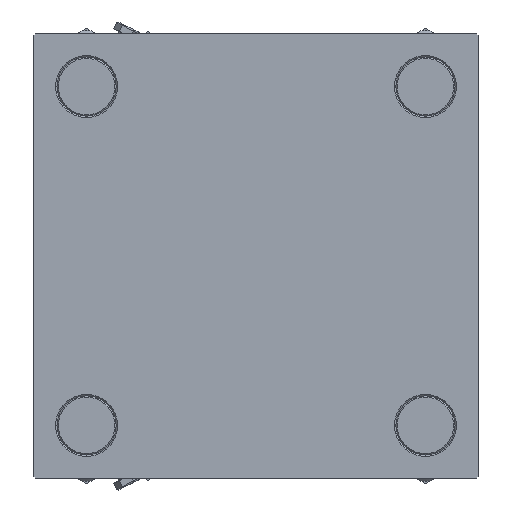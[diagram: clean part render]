
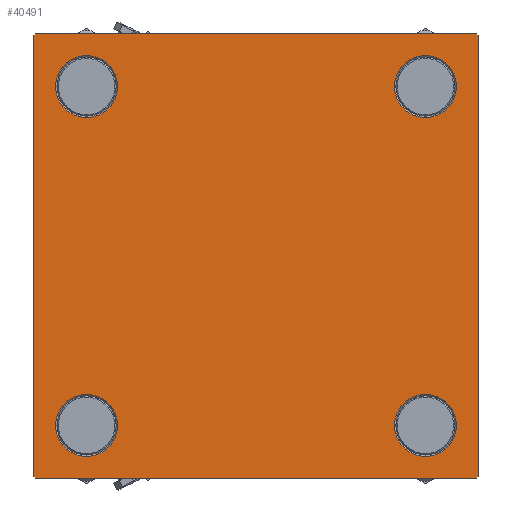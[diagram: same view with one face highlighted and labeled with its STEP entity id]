
A CAD part, left-side view. The second image highlights one B-rep face of the part: STEP entity #40491.
In plain terms, the highlighted planar face has unit normal (-1, 0, 0).
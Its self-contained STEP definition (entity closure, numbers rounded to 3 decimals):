
#88 = CARTESIAN_POINT ( 'NONE',  ( 0., 0., 0. ) ) ;
#398 = CIRCLE ( 'NONE', #36903, 11.5 ) ;
#614 = ORIENTED_EDGE ( 'NONE', *, *, #2001, .T. ) ;
#627 = DIRECTION ( 'NONE',  ( 1., 0., 0. ) ) ;
#684 = EDGE_CURVE ( 'NONE', #47493, #19360, #3412, .T. ) ;
#1368 = DIRECTION ( 'NONE',  ( 0., -0.707, 0.707 ) ) ;
#2001 = EDGE_CURVE ( 'NONE', #33930, #45164, #38218, .T. ) ;
#2194 = VERTEX_POINT ( 'NONE', #28402 ) ;
#2397 = EDGE_CURVE ( 'NONE', #37452, #32717, #23157, .T. ) ;
#2836 = VECTOR ( 'NONE', #34115, 1000. ) ;
#3383 = DIRECTION ( 'NONE',  ( 0., -0.707, -0.707 ) ) ;
#3412 = CIRCLE ( 'NONE', #39102, 11.5 ) ;
#3705 = CARTESIAN_POINT ( 'NONE',  ( 0., -62.95, 51.45 ) ) ;
#4001 = VERTEX_POINT ( 'NONE', #11350 ) ;
#4231 = CARTESIAN_POINT ( 'NONE',  ( 0., -82.5, 82. ) ) ;
#4303 = CARTESIAN_POINT ( 'NONE',  ( 0., 82.5, -82.5 ) ) ;
#4709 = ORIENTED_EDGE ( 'NONE', *, *, #31335, .T. ) ;
#5054 = AXIS2_PLACEMENT_3D ( 'NONE', #20070, #35921, #32015 ) ;
#5209 = DIRECTION ( 'NONE',  ( 0., 0., 1. ) ) ;
#5550 = DIRECTION ( 'NONE',  ( 0., 0., 1. ) ) ;
#6409 = EDGE_CURVE ( 'NONE', #37283, #18357, #41729, .T. ) ;
#6711 = VECTOR ( 'NONE', #19523, 1000. ) ;
#6769 = CARTESIAN_POINT ( 'NONE',  ( 0., 82.25, 82.25 ) ) ;
#6883 = VECTOR ( 'NONE', #16533, 1000. ) ;
#7743 = EDGE_CURVE ( 'NONE', #37283, #32717, #17835, .T. ) ;
#8391 = ORIENTED_EDGE ( 'NONE', *, *, #21127, .T. ) ;
#8603 = DIRECTION ( 'NONE',  ( 1., 0., 0. ) ) ;
#9204 = EDGE_CURVE ( 'NONE', #37452, #48073, #39502, .T. ) ;
#11350 = CARTESIAN_POINT ( 'NONE',  ( 0., 82.5, -82. ) ) ;
#11570 = CARTESIAN_POINT ( 'NONE',  ( 0., 62.95, 51.45 ) ) ;
#11757 = ORIENTED_EDGE ( 'NONE', *, *, #14913, .T. ) ;
#12596 = CARTESIAN_POINT ( 'NONE',  ( 0., 62.95, 62.95 ) ) ;
#13032 = CARTESIAN_POINT ( 'NONE',  ( 0., -62.95, 62.95 ) ) ;
#13669 = CARTESIAN_POINT ( 'NONE',  ( 0., -82.25, 82.25 ) ) ;
#14065 = ORIENTED_EDGE ( 'NONE', *, *, #41538, .T. ) ;
#14913 = EDGE_CURVE ( 'NONE', #24198, #18357, #40609, .T. ) ;
#15269 = EDGE_CURVE ( 'NONE', #37987, #19550, #398, .T. ) ;
#15337 = ORIENTED_EDGE ( 'NONE', *, *, #7743, .T. ) ;
#15810 = AXIS2_PLACEMENT_3D ( 'NONE', #23478, #16199, #43743 ) ;
#16199 = DIRECTION ( 'NONE',  ( 1., 0., 0. ) ) ;
#16285 = LINE ( 'NONE', #4303, #6883 ) ;
#16533 = DIRECTION ( 'NONE',  ( 0., -1., 0. ) ) ;
#16597 = DIRECTION ( 'NONE',  ( 0., 0., 1. ) ) ;
#16758 = CARTESIAN_POINT ( 'NONE',  ( 0., -62.95, -74.45 ) ) ;
#17343 = CARTESIAN_POINT ( 'NONE',  ( 0., -82., 82.5 ) ) ;
#17548 = EDGE_CURVE ( 'NONE', #4001, #2194, #30450, .T. ) ;
#17835 = LINE ( 'NONE', #13669, #45915 ) ;
#17886 = CIRCLE ( 'NONE', #41945, 11.5 ) ;
#18276 = CARTESIAN_POINT ( 'NONE',  ( 0., 82.5, 82.5 ) ) ;
#18357 = VERTEX_POINT ( 'NONE', #35483 ) ;
#19032 = ORIENTED_EDGE ( 'NONE', *, *, #26295, .T. ) ;
#19036 = LINE ( 'NONE', #18276, #2836 ) ;
#19360 = VERTEX_POINT ( 'NONE', #41167 ) ;
#19523 = DIRECTION ( 'NONE',  ( 0., -1., 0. ) ) ;
#19550 = VERTEX_POINT ( 'NONE', #3705 ) ;
#19607 = DIRECTION ( 'NONE',  ( 0., 0., 1. ) ) ;
#19808 = ORIENTED_EDGE ( 'NONE', *, *, #9204, .T. ) ;
#20070 = CARTESIAN_POINT ( 'NONE',  ( 0., 62.95, 62.95 ) ) ;
#20371 = FACE_BOUND ( 'NONE', #43474, .T. ) ;
#20506 = DIRECTION ( 'NONE',  ( 1., 0., 0. ) ) ;
#21127 = EDGE_CURVE ( 'NONE', #32148, #34309, #22467, .T. ) ;
#21130 = CARTESIAN_POINT ( 'NONE',  ( 0., -82.25, -82.25 ) ) ;
#21543 = ORIENTED_EDGE ( 'NONE', *, *, #684, .T. ) ;
#21876 = ORIENTED_EDGE ( 'NONE', *, *, #38732, .T. ) ;
#22055 = ORIENTED_EDGE ( 'NONE', *, *, #15269, .T. ) ;
#22240 = DIRECTION ( 'NONE',  ( 0., 0., -1. ) ) ;
#22467 = CIRCLE ( 'NONE', #5054, 11.5 ) ;
#22562 = ORIENTED_EDGE ( 'NONE', *, *, #2397, .F. ) ;
#23156 = EDGE_LOOP ( 'NONE', ( #21543, #31211 ) ) ;
#23157 = LINE ( 'NONE', #31462, #6711 ) ;
#23205 = DIRECTION ( 'NONE',  ( 0., 0., 1. ) ) ;
#23478 = CARTESIAN_POINT ( 'NONE',  ( 0., -62.95, -62.95 ) ) ;
#24198 = VERTEX_POINT ( 'NONE', #38079 ) ;
#24259 = FACE_BOUND ( 'NONE', #26112, .T. ) ;
#25032 = AXIS2_PLACEMENT_3D ( 'NONE', #13032, #8603, #5209 ) ;
#26112 = EDGE_LOOP ( 'NONE', ( #22055, #4709 ) ) ;
#26295 = EDGE_CURVE ( 'NONE', #45164, #33930, #48074, .T. ) ;
#27282 = ORIENTED_EDGE ( 'NONE', *, *, #47117, .T. ) ;
#28402 = CARTESIAN_POINT ( 'NONE',  ( 0., 82., -82.5 ) ) ;
#28490 = VECTOR ( 'NONE', #30934, 1000. ) ;
#29165 = CARTESIAN_POINT ( 'NONE',  ( 0., -62.95, -62.95 ) ) ;
#29505 = CARTESIAN_POINT ( 'NONE',  ( 0., -62.95, 74.45 ) ) ;
#30140 = CARTESIAN_POINT ( 'NONE',  ( 0., 62.95, 74.45 ) ) ;
#30450 = LINE ( 'NONE', #50188, #42777 ) ;
#30934 = DIRECTION ( 'NONE',  ( 0., 0.707, -0.707 ) ) ;
#31211 = ORIENTED_EDGE ( 'NONE', *, *, #48228, .T. ) ;
#31335 = EDGE_CURVE ( 'NONE', #19550, #37987, #49937, .T. ) ;
#31462 = CARTESIAN_POINT ( 'NONE',  ( 0., 82.5, 82.5 ) ) ;
#31537 = FACE_BOUND ( 'NONE', #44649, .T. ) ;
#32015 = DIRECTION ( 'NONE',  ( 0., 0., 1. ) ) ;
#32148 = VERTEX_POINT ( 'NONE', #11570 ) ;
#32717 = VERTEX_POINT ( 'NONE', #17343 ) ;
#33006 = ORIENTED_EDGE ( 'NONE', *, *, #17548, .T. ) ;
#33321 = CARTESIAN_POINT ( 'NONE',  ( 0., -62.95, -51.45 ) ) ;
#33930 = VERTEX_POINT ( 'NONE', #33321 ) ;
#34115 = DIRECTION ( 'NONE',  ( 0., 0., -1. ) ) ;
#34279 = DIRECTION ( 'NONE',  ( 0., 0., 1. ) ) ;
#34309 = VERTEX_POINT ( 'NONE', #30140 ) ;
#34443 = DIRECTION ( 'NONE',  ( 0., 0.707, 0.707 ) ) ;
#34452 = AXIS2_PLACEMENT_3D ( 'NONE', #12596, #627, #5550 ) ;
#34782 = CARTESIAN_POINT ( 'NONE',  ( 0., -62.95, 62.95 ) ) ;
#35039 = DIRECTION ( 'NONE',  ( 0., 0., 1. ) ) ;
#35062 = VECTOR ( 'NONE', #22240, 1000. ) ;
#35428 = CARTESIAN_POINT ( 'NONE',  ( 0., 62.95, -62.95 ) ) ;
#35483 = CARTESIAN_POINT ( 'NONE',  ( 0., -82.5, -82. ) ) ;
#35704 = PLANE ( 'NONE',  #43461 ) ;
#35921 = DIRECTION ( 'NONE',  ( 1., 0., 0. ) ) ;
#36076 = CIRCLE ( 'NONE', #34452, 11.5 ) ;
#36903 = AXIS2_PLACEMENT_3D ( 'NONE', #34782, #38928, #35039 ) ;
#37202 = CARTESIAN_POINT ( 'NONE',  ( 0., 62.95, -51.45 ) ) ;
#37283 = VERTEX_POINT ( 'NONE', #4231 ) ;
#37452 = VERTEX_POINT ( 'NONE', #42341 ) ;
#37874 = ORIENTED_EDGE ( 'NONE', *, *, #6409, .F. ) ;
#37987 = VERTEX_POINT ( 'NONE', #29505 ) ;
#38079 = CARTESIAN_POINT ( 'NONE',  ( 0., -82., -82.5 ) ) ;
#38174 = DIRECTION ( 'NONE',  ( 1., 0., 0. ) ) ;
#38218 = CIRCLE ( 'NONE', #15810, 11.5 ) ;
#38295 = CARTESIAN_POINT ( 'NONE',  ( 0., 82.5, 82. ) ) ;
#38732 = EDGE_CURVE ( 'NONE', #2194, #24198, #16285, .T. ) ;
#38928 = DIRECTION ( 'NONE',  ( 1., 0., 0. ) ) ;
#39102 = AXIS2_PLACEMENT_3D ( 'NONE', #51174, #20506, #16597 ) ;
#39502 = LINE ( 'NONE', #6769, #28490 ) ;
#39850 = DIRECTION ( 'NONE',  ( -1., 0., 0. ) ) ;
#40491 = ADVANCED_FACE ( 'NONE', ( #24259, #20371, #48428, #31537, #43755 ), #35704, .T. ) ;
#40609 = LINE ( 'NONE', #21130, #42807 ) ;
#41167 = CARTESIAN_POINT ( 'NONE',  ( 0., 62.95, -74.45 ) ) ;
#41538 = EDGE_CURVE ( 'NONE', #48073, #4001, #19036, .T. ) ;
#41729 = LINE ( 'NONE', #45903, #35062 ) ;
#41945 = AXIS2_PLACEMENT_3D ( 'NONE', #35428, #50765, #23205 ) ;
#42221 = EDGE_LOOP ( 'NONE', ( #14065, #33006, #21876, #11757, #37874, #15337, #22562, #19808 ) ) ;
#42341 = CARTESIAN_POINT ( 'NONE',  ( 0., 82., 82.5 ) ) ;
#42777 = VECTOR ( 'NONE', #3383, 1000. ) ;
#42807 = VECTOR ( 'NONE', #1368, 1000. ) ;
#43461 = AXIS2_PLACEMENT_3D ( 'NONE', #88, #39850, #19607 ) ;
#43474 = EDGE_LOOP ( 'NONE', ( #614, #19032 ) ) ;
#43743 = DIRECTION ( 'NONE',  ( 0., 0., 1. ) ) ;
#43755 = FACE_OUTER_BOUND ( 'NONE', #42221, .T. ) ;
#44649 = EDGE_LOOP ( 'NONE', ( #27282, #8391 ) ) ;
#45164 = VERTEX_POINT ( 'NONE', #16758 ) ;
#45903 = CARTESIAN_POINT ( 'NONE',  ( 0., -82.5, 82.5 ) ) ;
#45915 = VECTOR ( 'NONE', #34443, 1000. ) ;
#47117 = EDGE_CURVE ( 'NONE', #34309, #32148, #36076, .T. ) ;
#47493 = VERTEX_POINT ( 'NONE', #37202 ) ;
#48073 = VERTEX_POINT ( 'NONE', #38295 ) ;
#48074 = CIRCLE ( 'NONE', #50566, 11.5 ) ;
#48228 = EDGE_CURVE ( 'NONE', #19360, #47493, #17886, .T. ) ;
#48428 = FACE_BOUND ( 'NONE', #23156, .T. ) ;
#49937 = CIRCLE ( 'NONE', #25032, 11.5 ) ;
#50188 = CARTESIAN_POINT ( 'NONE',  ( 0., 82.25, -82.25 ) ) ;
#50566 = AXIS2_PLACEMENT_3D ( 'NONE', #29165, #38174, #34279 ) ;
#50765 = DIRECTION ( 'NONE',  ( 1., 0., 0. ) ) ;
#51174 = CARTESIAN_POINT ( 'NONE',  ( 0., 62.95, -62.95 ) ) ;
